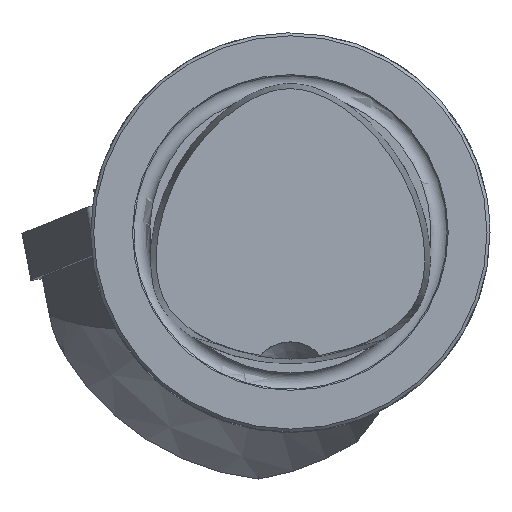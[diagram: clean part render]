
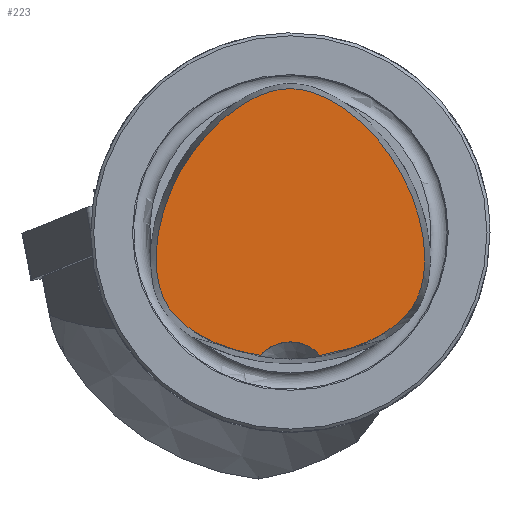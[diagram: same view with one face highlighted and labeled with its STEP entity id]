
A CAD part, top view. The second image highlights one B-rep face of the part: STEP entity #223.
In plain terms, the highlighted planar face has unit normal (0, 0, 1).
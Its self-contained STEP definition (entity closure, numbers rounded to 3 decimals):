
#164=PLANE('',#1509);
#223=ADVANCED_FACE('',(#326),#164,.T.);
#326=FACE_OUTER_BOUND('',#396,.T.);
#396=EDGE_LOOP('',(#636,#637));
#496=B_SPLINE_CURVE_WITH_KNOTS('',3,(#2076,#2077,#2078,#2079,#2080,#2081,
#2082,#2083,#2084,#2085,#2086,#2087,#2088,#2089,#2090,#2091,#2092,#2093,
#2094,#2095,#2096,#2097,#2098,#2099,#2100,#2101,#2102,#2103,#2104,#2105),
 .UNSPECIFIED.,.F.,.F.,(4,2,2,2,2,2,2,2,2,2,2,2,2,2,4),(0.,0.062,
0.125,0.188,0.25,0.375,0.438,0.5,0.563,0.625,0.75,0.813,0.875,0.938,
1.),.UNSPECIFIED.);
#563=CIRCLE('',#1508,4.);
#636=ORIENTED_EDGE('',*,*,#1139,.F.);
#637=ORIENTED_EDGE('',*,*,#1140,.T.);
#1003=VERTEX_POINT('',#2074);
#1004=VERTEX_POINT('',#2075);
#1139=EDGE_CURVE('',#1003,#1004,#563,.T.);
#1140=EDGE_CURVE('',#1003,#1004,#496,.T.);
#1508=AXIS2_PLACEMENT_3D('',#2073,#1686,#1687);
#1509=AXIS2_PLACEMENT_3D('',#2106,#1688,#1689);
#1686=DIRECTION('',(0.,0.,1.));
#1687=DIRECTION('',(0.,-1.,0.));
#1688=DIRECTION('',(0.,0.,1.));
#1689=DIRECTION('',(0.,1.,0.));
#2073=CARTESIAN_POINT('',(0.,-15.,24.));
#2074=CARTESIAN_POINT('',(2.989,-12.341,24.));
#2075=CARTESIAN_POINT('',(-2.989,-12.341,24.));
#2076=CARTESIAN_POINT('',(2.989,-12.341,24.));
#2077=CARTESIAN_POINT('',(4.618,-12.1,24.));
#2078=CARTESIAN_POINT('',(6.209,-11.663,24.));
#2079=CARTESIAN_POINT('',(9.182,-10.343,24.));
#2080=CARTESIAN_POINT('',(10.609,-9.462,24.));
#2081=CARTESIAN_POINT('',(12.775,-6.97,24.));
#2082=CARTESIAN_POINT('',(13.291,-5.34,24.));
#2083=CARTESIAN_POINT('',(13.552,-2.057,24.));
#2084=CARTESIAN_POINT('',(13.356,-0.416,24.));
#2085=CARTESIAN_POINT('',(12.162,4.361,24.));
#2086=CARTESIAN_POINT('',(10.561,7.303,24.));
#2087=CARTESIAN_POINT('',(7.296,10.921,24.));
#2088=CARTESIAN_POINT('',(6.037,12.013,24.));
#2089=CARTESIAN_POINT('',(3.248,13.703,24.));
#2090=CARTESIAN_POINT('',(1.649,14.357,24.));
#2091=CARTESIAN_POINT('',(-1.628,14.362,24.));
#2092=CARTESIAN_POINT('',(-3.216,13.719,24.));
#2093=CARTESIAN_POINT('',(-6.03,12.021,24.));
#2094=CARTESIAN_POINT('',(-7.271,10.946,24.));
#2095=CARTESIAN_POINT('',(-10.572,7.297,24.));
#2096=CARTESIAN_POINT('',(-12.163,4.346,24.));
#2097=CARTESIAN_POINT('',(-13.35,-0.388,24.));
#2098=CARTESIAN_POINT('',(-13.549,-2.045,24.));
#2099=CARTESIAN_POINT('',(-13.297,-5.305,24.));
#2100=CARTESIAN_POINT('',(-12.775,-6.965,24.));
#2101=CARTESIAN_POINT('',(-10.632,-9.441,24.));
#2102=CARTESIAN_POINT('',(-9.187,-10.341,24.));
#2103=CARTESIAN_POINT('',(-6.194,-11.669,24.));
#2104=CARTESIAN_POINT('',(-4.614,-12.101,24.));
#2105=CARTESIAN_POINT('',(-2.989,-12.341,24.));
#2106=CARTESIAN_POINT('',(0.,13.532,24.));
